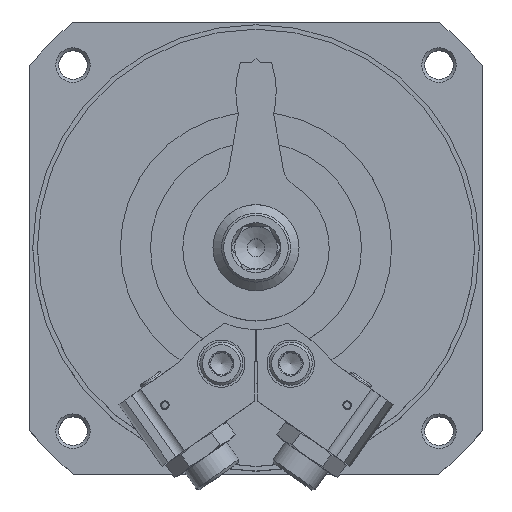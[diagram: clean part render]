
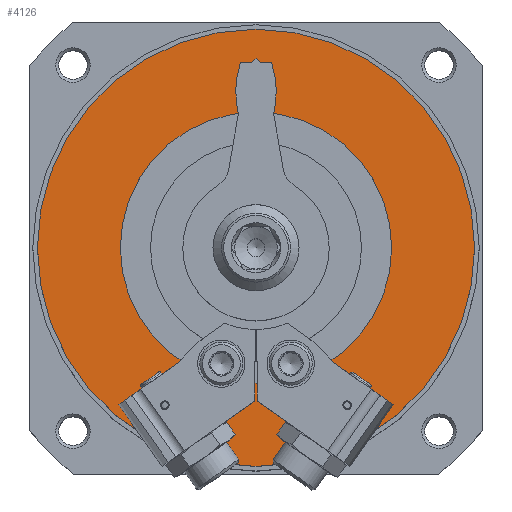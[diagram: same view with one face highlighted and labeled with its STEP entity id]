
A CAD part, top view. The second image highlights one B-rep face of the part: STEP entity #4126.
In plain terms, the highlighted face is planar.
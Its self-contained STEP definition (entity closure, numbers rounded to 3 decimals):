
#178=PLANE('',#4558);
#878=ORIENTED_EDGE('',*,*,#1922,.F.);
#879=ORIENTED_EDGE('',*,*,#1923,.T.);
#1922=EDGE_CURVE('',#2454,#2454,#2855,.T.);
#1923=EDGE_CURVE('',#2455,#2455,#2856,.T.);
#2454=VERTEX_POINT('',#6634);
#2455=VERTEX_POINT('',#6636);
#2855=CIRCLE('',#4559,50.75);
#2856=CIRCLE('',#4560,31.5);
#3145=EDGE_LOOP('',(#878));
#3146=EDGE_LOOP('',(#879));
#3592=FACE_BOUND('',#3145,.T.);
#3593=FACE_BOUND('',#3146,.T.);
#4126=ADVANCED_FACE('',(#3592,#3593),#178,.F.);
#4558=AXIS2_PLACEMENT_3D('',#6632,#5213,#5214);
#4559=AXIS2_PLACEMENT_3D('',#6633,#5215,#5216);
#4560=AXIS2_PLACEMENT_3D('',#6635,#5217,#5218);
#5213=DIRECTION('',(1.,0.,0.));
#5214=DIRECTION('',(0.,0.,-1.));
#5215=DIRECTION('',(1.,0.,0.));
#5216=DIRECTION('',(0.,0.,-1.));
#5217=DIRECTION('',(1.,0.,0.));
#5218=DIRECTION('',(0.,0.,-1.));
#6632=CARTESIAN_POINT('',(-56.,0.,0.));
#6633=CARTESIAN_POINT('',(-56.,0.,0.));
#6634=CARTESIAN_POINT('',(-56.,0.,-50.75));
#6635=CARTESIAN_POINT('',(-56.,0.,0.));
#6636=CARTESIAN_POINT('',(-56.,0.,-31.5));
